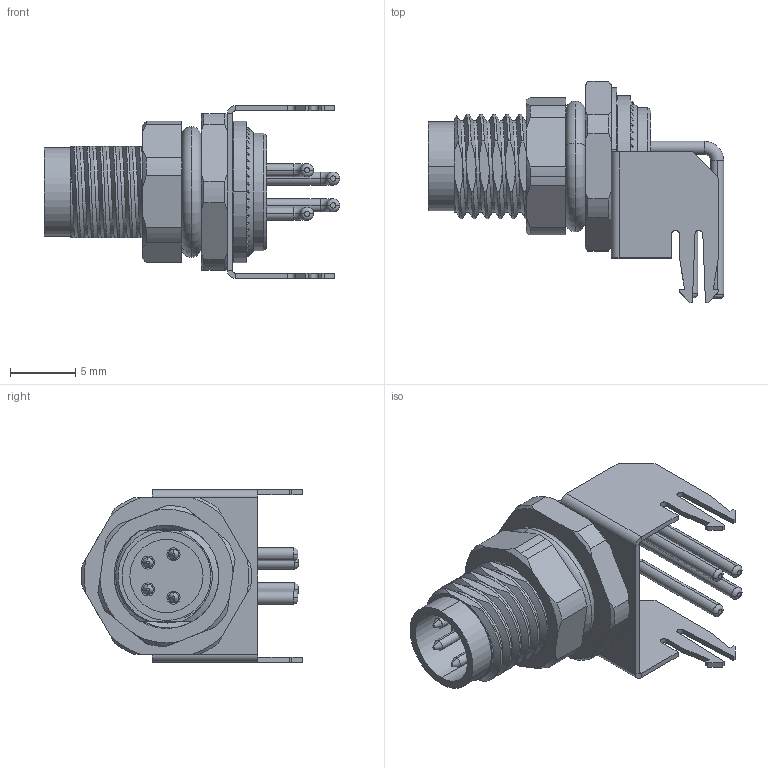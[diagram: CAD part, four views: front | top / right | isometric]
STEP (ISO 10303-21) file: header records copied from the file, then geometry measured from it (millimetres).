
FILE_DESCRIPTION (( 'STEP AP203' ), '1' );
FILE_NAME ('54-00272_A.STEP', '2022-05-10T18:11:37', ( '' ), ( '' ), 'SwSTEP 2.0', 'SolidWorks 2021', '' );
FILE_SCHEMA (( 'CONFIG_CONTROL_DESIGN' ));
Length unit declared in the file: millimetre
Products named in the file (8): 54-00272-05___; 54-00272-02; 54-00272_A; 54-00272-08; 54-00272-01___; 54-00272-07; 54-00272-04___; 54-00272-03
Assembly tree (9 placements, depth 2):
  54-00272_A
    54-00272-01___
    54-00272-02
    54-00272-03  x2
    54-00272-04___
    54-00272-05___
    54-00272-07
    54-00272-08  x2
Bounding box: 22.6 x 16.89 x 13.2 mm (x, y, z)
Volume: 1118 mm3; surface area: 3044.8 mm2
Topology: 9 solids, 9 shells, 849 faces, 2147 edges, 1342 vertices
Faces by surface type: plane 468, cylinder 260, cone 42, torus 40, bspline 39
Entity records: 32859 total; most frequent: CARTESIAN_POINT 16965, ORIENTED_EDGE 3270, DIRECTION 3014, EDGE_CURVE 1635, AXIS2_PLACEMENT_3D 1086, VERTEX_POINT 1034, VECTOR 842, LINE 842
